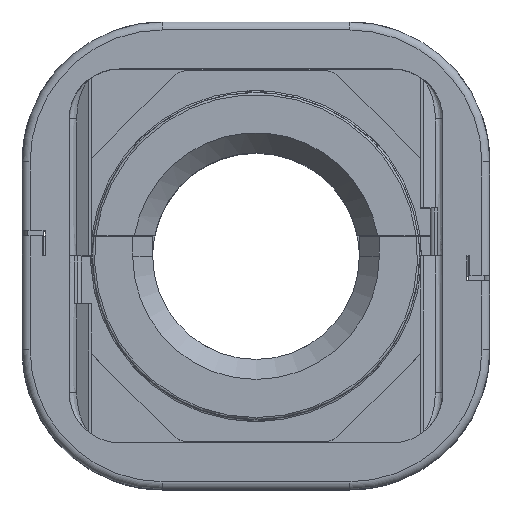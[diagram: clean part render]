
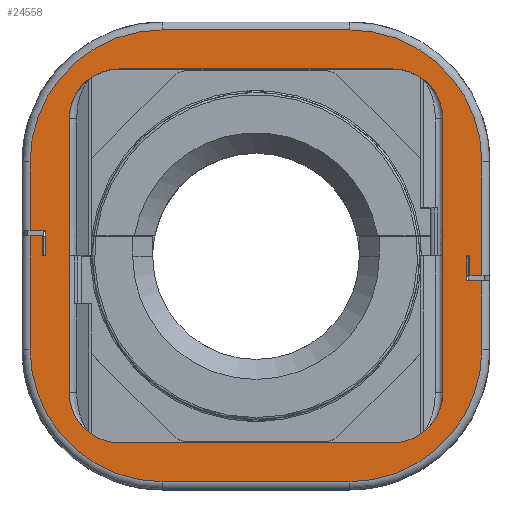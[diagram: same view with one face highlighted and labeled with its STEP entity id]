
A CAD part, top view. The second image highlights one B-rep face of the part: STEP entity #24558.
In plain terms, the highlighted planar face has unit normal (0, 0, 1).
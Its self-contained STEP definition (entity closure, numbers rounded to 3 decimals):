
#1003=DIRECTION('',(0.,1.,0.));
#1004=VECTOR('',#1003,13.7);
#1005=CARTESIAN_POINT('',(-9.35,-6.85,9.4));
#1006=LINE('',#1005,#1004);
#1080=DIRECTION('',(0.,-1.,0.));
#1081=VECTOR('',#1080,1.25);
#1082=CARTESIAN_POINT('',(-10.55,1.25,9.4));
#1083=LINE('',#1082,#1081);
#1084=DIRECTION('',(1.,0.,0.));
#1085=VECTOR('',#1084,0.75);
#1086=CARTESIAN_POINT('',(-11.3,1.25,9.4));
#1087=LINE('',#1086,#1085);
#1088=DIRECTION('',(0.,1.,0.));
#1089=VECTOR('',#1088,3.45);
#1090=CARTESIAN_POINT('',(-11.3,1.25,9.4));
#1091=LINE('',#1090,#1089);
#1092=CARTESIAN_POINT('',(-4.7,4.7,9.4));
#1093=DIRECTION('',(0.,0.,-1.));
#1094=DIRECTION('',(-1.,0.,0.));
#1095=AXIS2_PLACEMENT_3D('',#1092,#1093,#1094);
#1097=DIRECTION('',(1.,0.,0.));
#1098=VECTOR('',#1097,9.4);
#1099=CARTESIAN_POINT('',(-4.7,11.3,9.4));
#1100=LINE('',#1099,#1098);
#1101=CARTESIAN_POINT('',(4.7,4.7,9.4));
#1102=DIRECTION('',(0.,0.,-1.));
#1103=DIRECTION('',(0.,1.,0.));
#1104=AXIS2_PLACEMENT_3D('',#1101,#1102,#1103);
#1106=DIRECTION('',(0.,-1.,0.));
#1107=VECTOR('',#1106,5.7);
#1108=CARTESIAN_POINT('',(11.3,4.7,9.4));
#1109=LINE('',#1108,#1107);
#1110=DIRECTION('',(0.,1.,0.));
#1111=VECTOR('',#1110,1.25);
#1112=CARTESIAN_POINT('',(10.55,-1.25,9.4));
#1113=LINE('',#1112,#1111);
#1114=DIRECTION('',(-1.,0.,0.));
#1115=VECTOR('',#1114,0.75);
#1116=CARTESIAN_POINT('',(11.3,-1.25,9.4));
#1117=LINE('',#1116,#1115);
#1118=DIRECTION('',(0.,-1.,0.));
#1119=VECTOR('',#1118,3.45);
#1120=CARTESIAN_POINT('',(11.3,-1.25,9.4));
#1121=LINE('',#1120,#1119);
#1122=CARTESIAN_POINT('',(4.7,-4.7,9.4));
#1123=DIRECTION('',(0.,0.,-1.));
#1124=DIRECTION('',(1.,0.,0.));
#1125=AXIS2_PLACEMENT_3D('',#1122,#1123,#1124);
#1127=DIRECTION('',(-1.,0.,0.));
#1128=VECTOR('',#1127,9.4);
#1129=CARTESIAN_POINT('',(4.7,-11.3,9.4));
#1130=LINE('',#1129,#1128);
#1131=CARTESIAN_POINT('',(-4.7,-4.7,9.4));
#1132=DIRECTION('',(0.,0.,-1.));
#1133=DIRECTION('',(0.,-1.,0.));
#1134=AXIS2_PLACEMENT_3D('',#1131,#1132,#1133);
#1136=DIRECTION('',(0.,1.,0.));
#1137=VECTOR('',#1136,5.7);
#1138=CARTESIAN_POINT('',(-11.3,-4.7,9.4));
#1139=LINE('',#1138,#1137);
#1140=DIRECTION('',(-1.,0.,0.));
#1141=VECTOR('',#1140,13.7);
#1142=CARTESIAN_POINT('',(6.85,9.35,9.4));
#1143=LINE('',#1142,#1141);
#1144=DIRECTION('',(1.,0.,0.));
#1145=VECTOR('',#1144,13.7);
#1146=CARTESIAN_POINT('',(-6.85,-9.35,9.4));
#1147=LINE('',#1146,#1145);
#1152=DIRECTION('',(1.,0.,0.));
#1153=VECTOR('',#1152,0.15);
#1154=CARTESIAN_POINT('',(-10.7,0.,9.4));
#1155=LINE('',#1154,#1153);
#3323=CARTESIAN_POINT('',(-6.85,-6.85,9.4));
#3324=DIRECTION('',(0.,0.,-1.));
#3325=DIRECTION('',(0.,-1.,0.));
#3326=AXIS2_PLACEMENT_3D('',#3323,#3324,#3325);
#3988=DIRECTION('',(1.,0.,0.));
#3989=VECTOR('',#3988,0.6);
#3990=CARTESIAN_POINT('',(-11.3,1.,9.4));
#3991=LINE('',#3990,#3989);
#8869=DIRECTION('',(-1.,0.,0.));
#8870=VECTOR('',#8869,0.15);
#8871=CARTESIAN_POINT('',(10.7,0.,9.4));
#8872=LINE('',#8871,#8870);
#8903=DIRECTION('',(0.,-1.,0.));
#8904=VECTOR('',#8903,1.);
#8905=CARTESIAN_POINT('',(10.7,0.,9.4));
#8906=LINE('',#8905,#8904);
#8929=DIRECTION('',(-1.,0.,0.));
#8930=VECTOR('',#8929,0.6);
#8931=CARTESIAN_POINT('',(11.3,-1.,9.4));
#8932=LINE('',#8931,#8930);
#10853=CARTESIAN_POINT('',(6.85,6.85,9.4));
#10854=DIRECTION('',(0.,0.,-1.));
#10855=DIRECTION('',(0.,1.,0.));
#10856=AXIS2_PLACEMENT_3D('',#10853,#10854,#10855);
#11044=CARTESIAN_POINT('',(-6.85,6.85,9.4));
#11045=DIRECTION('',(0.,0.,-1.));
#11046=DIRECTION('',(-1.,0.,0.));
#11047=AXIS2_PLACEMENT_3D('',#11044,#11045,#11046);
#15914=DIRECTION('',(0.,-1.,0.));
#15915=VECTOR('',#15914,13.7);
#15916=CARTESIAN_POINT('',(9.35,6.85,9.4));
#15917=LINE('',#15916,#15915);
#16432=CARTESIAN_POINT('',(6.85,-6.85,9.4));
#16433=DIRECTION('',(0.,0.,-1.));
#16434=DIRECTION('',(1.,0.,0.));
#16435=AXIS2_PLACEMENT_3D('',#16432,#16433,#16434);
#17346=DIRECTION('',(0.,1.,0.));
#17347=VECTOR('',#17346,1.);
#17348=CARTESIAN_POINT('',(-10.7,0.,9.4));
#17349=LINE('',#17348,#17347);
#21356=CARTESIAN_POINT('',(-10.7,1.,9.4));
#21358=VERTEX_POINT('',#21356);
#21374=CARTESIAN_POINT('',(-10.7,0.,9.4));
#21376=VERTEX_POINT('',#21374);
#22082=CARTESIAN_POINT('',(-6.85,-9.35,9.4));
#22083=CARTESIAN_POINT('',(6.85,-9.35,9.4));
#22084=VERTEX_POINT('',#22082);
#22085=VERTEX_POINT('',#22083);
#22090=CARTESIAN_POINT('',(-9.35,-6.85,9.4));
#22091=VERTEX_POINT('',#22090);
#22092=CARTESIAN_POINT('',(9.35,-6.85,9.4));
#22093=VERTEX_POINT('',#22092);
#22182=CARTESIAN_POINT('',(10.55,-1.25,9.4));
#22184=VERTEX_POINT('',#22182);
#22274=CARTESIAN_POINT('',(-11.3,1.,9.4));
#22276=VERTEX_POINT('',#22274);
#22277=CARTESIAN_POINT('',(-11.3,-4.7,9.4));
#22278=VERTEX_POINT('',#22277);
#22283=CARTESIAN_POINT('',(-4.7,-11.3,9.4));
#22284=VERTEX_POINT('',#22283);
#22287=CARTESIAN_POINT('',(4.7,-11.3,9.4));
#22288=VERTEX_POINT('',#22287);
#22291=CARTESIAN_POINT('',(11.3,-4.7,9.4));
#22292=VERTEX_POINT('',#22291);
#22293=CARTESIAN_POINT('',(11.3,-1.25,9.4));
#22295=VERTEX_POINT('',#22293);
#22435=CARTESIAN_POINT('',(10.7,-1.,9.4));
#22437=VERTEX_POINT('',#22435);
#22453=CARTESIAN_POINT('',(10.7,0.,9.4));
#22455=VERTEX_POINT('',#22453);
#23161=CARTESIAN_POINT('',(6.85,9.35,9.4));
#23162=CARTESIAN_POINT('',(-6.85,9.35,9.4));
#23163=VERTEX_POINT('',#23161);
#23164=VERTEX_POINT('',#23162);
#23169=CARTESIAN_POINT('',(9.35,6.85,9.4));
#23170=VERTEX_POINT('',#23169);
#23171=CARTESIAN_POINT('',(-9.35,6.85,9.4));
#23172=VERTEX_POINT('',#23171);
#23261=CARTESIAN_POINT('',(-10.55,1.25,9.4));
#23263=VERTEX_POINT('',#23261);
#23353=CARTESIAN_POINT('',(11.3,-1.,9.4));
#23355=VERTEX_POINT('',#23353);
#23356=CARTESIAN_POINT('',(11.3,4.7,9.4));
#23357=VERTEX_POINT('',#23356);
#23362=CARTESIAN_POINT('',(4.7,11.3,9.4));
#23363=VERTEX_POINT('',#23362);
#23366=CARTESIAN_POINT('',(-4.7,11.3,9.4));
#23367=VERTEX_POINT('',#23366);
#23370=CARTESIAN_POINT('',(-11.3,4.7,9.4));
#23371=VERTEX_POINT('',#23370);
#23372=CARTESIAN_POINT('',(-11.3,1.25,9.4));
#23374=VERTEX_POINT('',#23372);
#23536=CARTESIAN_POINT('',(-10.55,0.,9.4));
#23538=VERTEX_POINT('',#23536);
#23587=CARTESIAN_POINT('',(10.55,0.,9.4));
#23589=VERTEX_POINT('',#23587);
#24494=CARTESIAN_POINT('',(-11.7,-11.7,9.4));
#24495=DIRECTION('',(0.,0.,1.));
#24496=DIRECTION('',(1.,0.,0.));
#24497=AXIS2_PLACEMENT_3D('',#24494,#24495,#24496);
#24498=PLANE('',#24497);
#24500=ORIENTED_EDGE('',*,*,#24499,.T.);
#24502=ORIENTED_EDGE('',*,*,#24501,.F.);
#24504=ORIENTED_EDGE('',*,*,#24503,.F.);
#24506=ORIENTED_EDGE('',*,*,#24505,.T.);
#24508=ORIENTED_EDGE('',*,*,#24507,.T.);
#24510=ORIENTED_EDGE('',*,*,#24509,.T.);
#24512=ORIENTED_EDGE('',*,*,#24511,.T.);
#24514=ORIENTED_EDGE('',*,*,#24513,.T.);
#24516=ORIENTED_EDGE('',*,*,#24515,.T.);
#24518=ORIENTED_EDGE('',*,*,#24517,.F.);
#24520=ORIENTED_EDGE('',*,*,#24519,.T.);
#24522=ORIENTED_EDGE('',*,*,#24521,.F.);
#24524=ORIENTED_EDGE('',*,*,#24523,.F.);
#24526=ORIENTED_EDGE('',*,*,#24525,.T.);
#24528=ORIENTED_EDGE('',*,*,#24527,.T.);
#24530=ORIENTED_EDGE('',*,*,#24529,.T.);
#24532=ORIENTED_EDGE('',*,*,#24531,.T.);
#24534=ORIENTED_EDGE('',*,*,#24533,.T.);
#24536=ORIENTED_EDGE('',*,*,#24535,.T.);
#24538=ORIENTED_EDGE('',*,*,#24537,.F.);
#24539=EDGE_LOOP('',(#24500,#24502,#24504,#24506,#24508,#24510,#24512,#24514,
#24516,#24518,#24520,#24522,#24524,#24526,#24528,#24530,#24532,#24534,#24536,
#24538));
#24540=FACE_OUTER_BOUND('',#24539,.F.);
#24542=ORIENTED_EDGE('',*,*,#24541,.F.);
#24544=ORIENTED_EDGE('',*,*,#24543,.F.);
#24546=ORIENTED_EDGE('',*,*,#24545,.T.);
#24548=ORIENTED_EDGE('',*,*,#24547,.F.);
#24549=ORIENTED_EDGE('',*,*,#24483,.F.);
#24551=ORIENTED_EDGE('',*,*,#24550,.F.);
#24553=ORIENTED_EDGE('',*,*,#24552,.T.);
#24555=ORIENTED_EDGE('',*,*,#24554,.F.);
#24556=EDGE_LOOP('',(#24542,#24544,#24546,#24548,#24549,#24551,#24553,#24555));
#24557=FACE_BOUND('',#24556,.F.);
#24558=ADVANCED_FACE('',(#24540,#24557),#24498,.T.);
#1096=CIRCLE('',#1095,6.6);
#1105=CIRCLE('',#1104,6.6);
#1126=CIRCLE('',#1125,6.6);
#1135=CIRCLE('',#1134,6.6);
#3327=CIRCLE('',#3326,2.5);
#10857=CIRCLE('',#10856,2.5);
#11048=CIRCLE('',#11047,2.5);
#16436=CIRCLE('',#16435,2.5);
#24483=EDGE_CURVE('',#22091,#23172,#1006,.T.);
#24499=EDGE_CURVE('',#21376,#23538,#1155,.T.);
#24501=EDGE_CURVE('',#23263,#23538,#1083,.T.);
#24503=EDGE_CURVE('',#23374,#23263,#1087,.T.);
#24505=EDGE_CURVE('',#23374,#23371,#1091,.T.);
#24507=EDGE_CURVE('',#23371,#23367,#1096,.T.);
#24509=EDGE_CURVE('',#23367,#23363,#1100,.T.);
#24511=EDGE_CURVE('',#23363,#23357,#1105,.T.);
#24513=EDGE_CURVE('',#23357,#23355,#1109,.T.);
#24515=EDGE_CURVE('',#23355,#22437,#8932,.T.);
#24517=EDGE_CURVE('',#22455,#22437,#8906,.T.);
#24519=EDGE_CURVE('',#22455,#23589,#8872,.T.);
#24521=EDGE_CURVE('',#22184,#23589,#1113,.T.);
#24523=EDGE_CURVE('',#22295,#22184,#1117,.T.);
#24525=EDGE_CURVE('',#22295,#22292,#1121,.T.);
#24527=EDGE_CURVE('',#22292,#22288,#1126,.T.);
#24529=EDGE_CURVE('',#22288,#22284,#1130,.T.);
#24531=EDGE_CURVE('',#22284,#22278,#1135,.T.);
#24533=EDGE_CURVE('',#22278,#22276,#1139,.T.);
#24535=EDGE_CURVE('',#22276,#21358,#3991,.T.);
#24537=EDGE_CURVE('',#21376,#21358,#17349,.T.);
#24541=EDGE_CURVE('',#23170,#22093,#15917,.T.);
#24543=EDGE_CURVE('',#23163,#23170,#10857,.T.);
#24545=EDGE_CURVE('',#23163,#23164,#1143,.T.);
#24547=EDGE_CURVE('',#23172,#23164,#11048,.T.);
#24550=EDGE_CURVE('',#22084,#22091,#3327,.T.);
#24552=EDGE_CURVE('',#22084,#22085,#1147,.T.);
#24554=EDGE_CURVE('',#22093,#22085,#16436,.T.);
